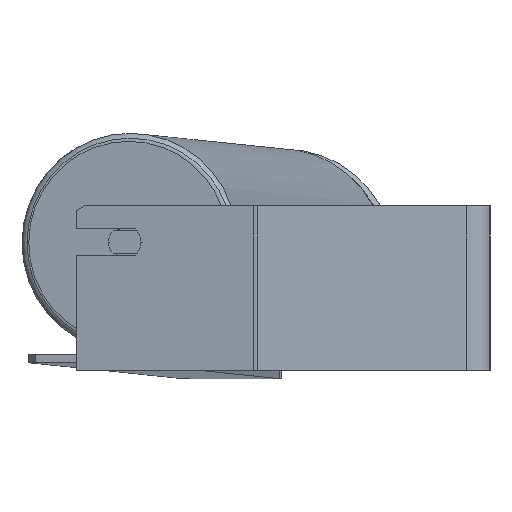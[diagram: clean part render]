
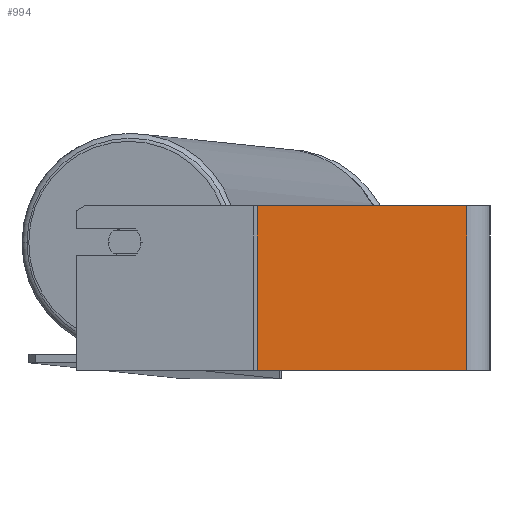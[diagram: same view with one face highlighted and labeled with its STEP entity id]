
A CAD part, left-side view. The second image highlights one B-rep face of the part: STEP entity #994.
In plain terms, the highlighted planar face has unit normal (-1, 0, 0).
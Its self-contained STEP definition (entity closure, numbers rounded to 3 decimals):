
#312 = CARTESIAN_POINT ( 'NONE',  ( -850., 142.623, -50. ) ) ;
#727 = EDGE_CURVE ( 'NONE', #4251, #8177, #8340, .T. ) ;
#994 = ADVANCED_FACE ( 'NONE', ( #2076 ), #4971, .F. ) ;
#1419 = CARTESIAN_POINT ( 'NONE',  ( -850., 14., 50. ) ) ;
#2076 = FACE_OUTER_BOUND ( 'NONE', #7090, .T. ) ;
#2533 = VECTOR ( 'NONE', #5403, 1000. ) ;
#2646 = LINE ( 'NONE', #5537, #4000 ) ;
#2931 = ORIENTED_EDGE ( 'NONE', *, *, #3132, .T. ) ;
#3132 = EDGE_CURVE ( 'NONE', #5350, #8177, #6859, .T. ) ;
#3696 = ORIENTED_EDGE ( 'NONE', *, *, #5009, .T. ) ;
#4000 = VECTOR ( 'NONE', #5733, 1000. ) ;
#4251 = VERTEX_POINT ( 'NONE', #1419 ) ;
#4681 = VERTEX_POINT ( 'NONE', #4929 ) ;
#4929 = CARTESIAN_POINT ( 'NONE',  ( -850., 141.399, 50. ) ) ;
#4971 = PLANE ( 'NONE',  #8077 ) ;
#5009 = EDGE_CURVE ( 'NONE', #4681, #5350, #2646, .T. ) ;
#5350 = VERTEX_POINT ( 'NONE', #6950 ) ;
#5403 = DIRECTION ( 'NONE',  ( 0., -1., 0. ) ) ;
#5537 = CARTESIAN_POINT ( 'NONE',  ( -850., 141.399, 50. ) ) ;
#5730 = EDGE_CURVE ( 'NONE', #4681, #4251, #6725, .T. ) ;
#5733 = DIRECTION ( 'NONE',  ( 0., 0., -1. ) ) ;
#5934 = DIRECTION ( 'NONE',  ( 0., -1., 0. ) ) ;
#6680 = CARTESIAN_POINT ( 'NONE',  ( -850., 142.623, 50. ) ) ;
#6725 = LINE ( 'NONE', #6680, #7189 ) ;
#6859 = LINE ( 'NONE', #312, #2533 ) ;
#6950 = CARTESIAN_POINT ( 'NONE',  ( -850., 141.399, -50. ) ) ;
#7090 = EDGE_LOOP ( 'NONE', ( #2931, #8765, #8316, #3696 ) ) ;
#7189 = VECTOR ( 'NONE', #5934, 1000. ) ;
#7323 = DIRECTION ( 'NONE',  ( 0., 0., -1. ) ) ;
#7774 = CARTESIAN_POINT ( 'NONE',  ( -850., 14., -50. ) ) ;
#7776 = VECTOR ( 'NONE', #9135, 1000. ) ;
#7855 = CARTESIAN_POINT ( 'NONE',  ( -850., 142.623, 50. ) ) ;
#8077 = AXIS2_PLACEMENT_3D ( 'NONE', #7855, #8134, #7323 ) ;
#8134 = DIRECTION ( 'NONE',  ( 1., 0., 0. ) ) ;
#8177 = VERTEX_POINT ( 'NONE', #7774 ) ;
#8316 = ORIENTED_EDGE ( 'NONE', *, *, #5730, .F. ) ;
#8340 = LINE ( 'NONE', #9050, #7776 ) ;
#8765 = ORIENTED_EDGE ( 'NONE', *, *, #727, .F. ) ;
#9050 = CARTESIAN_POINT ( 'NONE',  ( -850., 14., 50. ) ) ;
#9135 = DIRECTION ( 'NONE',  ( 0., 0., -1. ) ) ;
